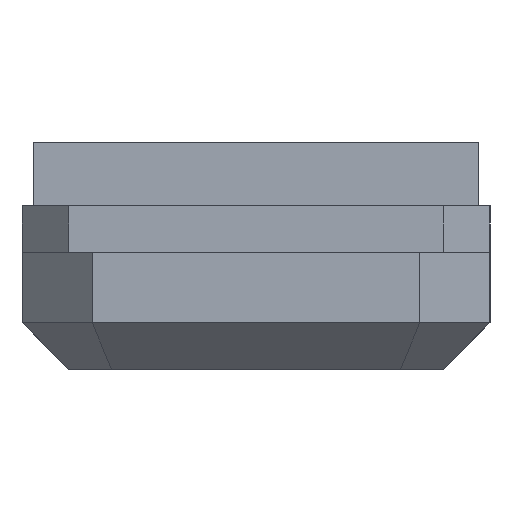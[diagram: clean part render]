
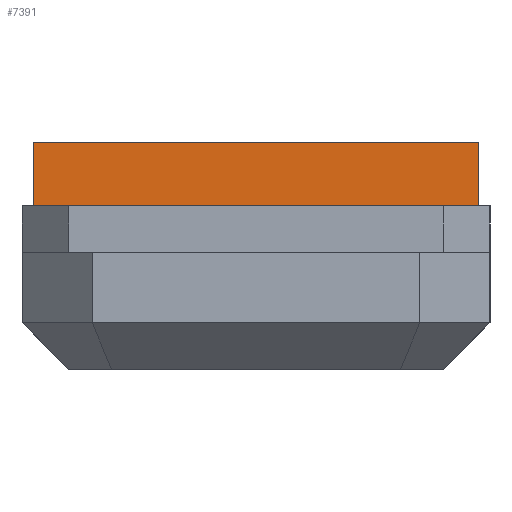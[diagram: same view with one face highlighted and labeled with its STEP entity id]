
A CAD part, left-side view. The second image highlights one B-rep face of the part: STEP entity #7391.
In plain terms, the highlighted planar face has unit normal (-1, 0, 0).
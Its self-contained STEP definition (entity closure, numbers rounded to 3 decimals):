
#244=FACE_OUTER_BOUND('',#619,.T.);
#619=EDGE_LOOP('',(#4904,#4905,#4906,#4907));
#1103=LINE('',#10161,#2111);
#1106=LINE('',#10167,#2114);
#1107=LINE('',#10169,#2115);
#1108=LINE('',#10170,#2116);
#2111=VECTOR('',#8257,10.);
#2114=VECTOR('',#8262,10.);
#2115=VECTOR('',#8263,10.);
#2116=VECTOR('',#8264,10.);
#3118=VERTEX_POINT('',#10157);
#3120=VERTEX_POINT('',#10160);
#3122=VERTEX_POINT('',#10166);
#3123=VERTEX_POINT('',#10168);
#3827=EDGE_CURVE('',#3120,#3118,#1103,.T.);
#3830=EDGE_CURVE('',#3122,#3118,#1106,.T.);
#3831=EDGE_CURVE('',#3123,#3122,#1107,.T.);
#3832=EDGE_CURVE('',#3120,#3123,#1108,.T.);
#4904=ORIENTED_EDGE('',*,*,#3830,.F.);
#4905=ORIENTED_EDGE('',*,*,#3831,.F.);
#4906=ORIENTED_EDGE('',*,*,#3832,.F.);
#4907=ORIENTED_EDGE('',*,*,#3827,.T.);
#7049=PLANE('',#7805);
#7391=ADVANCED_FACE('',(#244),#7049,.T.);
#7805=AXIS2_PLACEMENT_3D('',#10165,#8260,#8261);
#8257=DIRECTION('',(0.,0.,-1.));
#8260=DIRECTION('center_axis',(-1.,0.,0.));
#8261=DIRECTION('ref_axis',(0.,1.,0.));
#8262=DIRECTION('',(0.,1.,0.));
#8263=DIRECTION('',(0.,0.,-1.));
#8264=DIRECTION('',(0.,-1.,0.));
#10157=CARTESIAN_POINT('',(-68.488,-123.502,8.852));
#10160=CARTESIAN_POINT('',(-68.488,-123.502,11.552));
#10161=CARTESIAN_POINT('',(-68.488,-123.502,11.552));
#10165=CARTESIAN_POINT('Origin',(-68.488,-142.5,11.552));
#10166=CARTESIAN_POINT('',(-68.488,-142.5,8.852));
#10167=CARTESIAN_POINT('',(-68.488,-137.75,8.852));
#10168=CARTESIAN_POINT('',(-68.488,-142.5,11.552));
#10169=CARTESIAN_POINT('',(-68.488,-142.5,11.552));
#10170=CARTESIAN_POINT('',(-68.488,-123.502,11.552));
